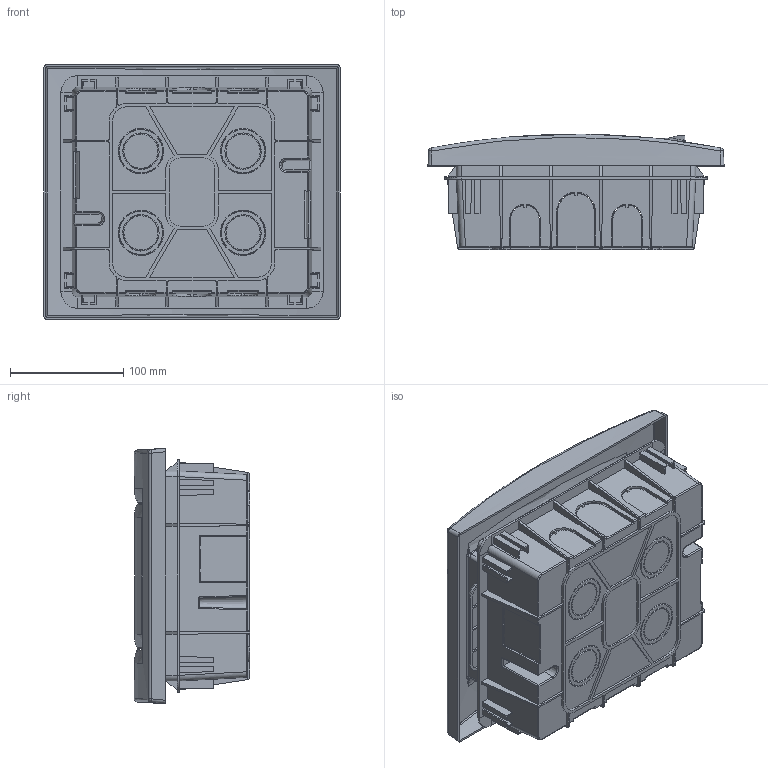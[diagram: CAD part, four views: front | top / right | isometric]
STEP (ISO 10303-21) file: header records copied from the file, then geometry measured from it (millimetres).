
FILE_DESCRIPTION (( 'STEP AP203' ), '1' );
FILE_NAME ('81508.STEP', '2016-01-13T11:56:14', ( '1' ), ( '' ), 'SwSTEP 2.0', 'SolidWorks 2012', '' );
FILE_SCHEMA (( 'CONFIG_CONTROL_DESIGN' ));
Products named in the file (10): 81508; MSBR-9; MSBR-8; MSBR-7; MSBR-6; MSBR-5; MSBR-4; MSBR-3; MSBR-2; MSBR-1
Assembly tree (9 placements, depth 2):
  81508
    MSBR-1
    MSBR-2
    MSBR-3
    MSBR-4
    MSBR-5
    MSBR-6
    MSBR-7
    MSBR-8
    MSBR-9
Bounding box: 261 x 101.82 x 225 mm (x, y, z)
Volume: 471981.4 mm3; surface area: 520481.3 mm2
Topology: 9 solids, 9 shells, 2015 faces, 5612 edges, 3585 vertices
Faces by surface type: plane 1035, cylinder 568, bspline 277, cone 135
Entity records: 84294 total; most frequent: CARTESIAN_POINT 37002, ORIENTED_EDGE 11204, DIRECTION 7313, EDGE_CURVE 5602, VERTEX_POINT 3585, LINE 2833, VECTOR 2833, AXIS2_PLACEMENT_3D 2240
